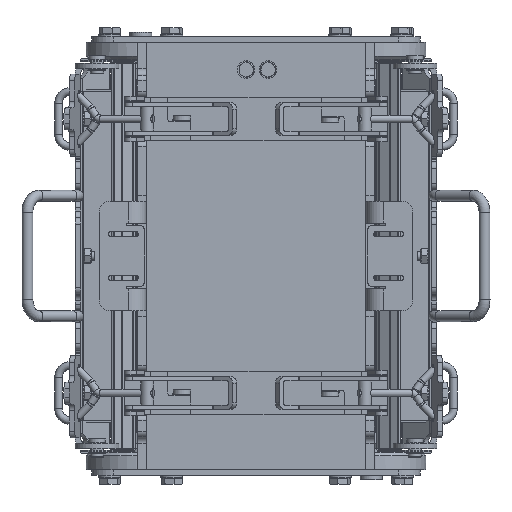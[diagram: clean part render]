
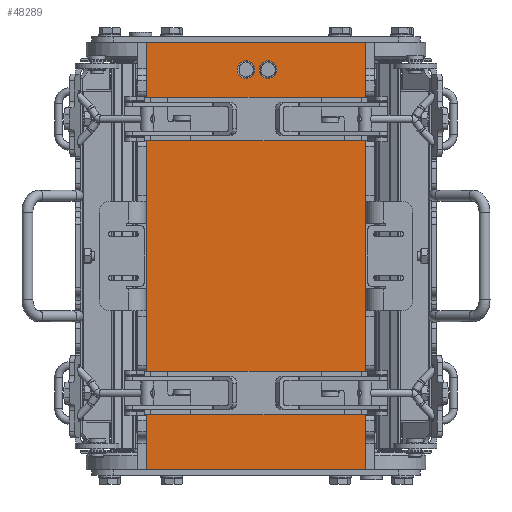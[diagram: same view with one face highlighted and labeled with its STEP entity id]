
A CAD part, front view. The second image highlights one B-rep face of the part: STEP entity #48289.
In plain terms, the highlighted planar face has unit normal (0, -1, 0).
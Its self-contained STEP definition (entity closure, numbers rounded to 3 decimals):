
#4011=LINE('',#82140,#7621);
#4012=LINE('',#82142,#7622);
#4013=LINE('',#82144,#7623);
#4014=LINE('',#82146,#7624);
#4015=LINE('',#82148,#7625);
#4016=LINE('',#82150,#7626);
#4017=LINE('',#82152,#7627);
#4018=LINE('',#82153,#7628);
#7621=VECTOR('',#63601,10.);
#7622=VECTOR('',#63602,10.);
#7623=VECTOR('',#63603,10.);
#7624=VECTOR('',#63604,10.);
#7625=VECTOR('',#63605,10.);
#7626=VECTOR('',#63606,10.);
#7627=VECTOR('',#63607,10.);
#7628=VECTOR('',#63608,10.);
#9518=FACE_BOUND('',#14962,.T.);
#9519=FACE_BOUND('',#14963,.T.);
#11735=FACE_OUTER_BOUND('',#14961,.T.);
#14961=EDGE_LOOP('',(#37687,#37688,#37689,#37690,#37691,#37692,#37693,#37694));
#14962=EDGE_LOOP('',(#37695));
#14963=EDGE_LOOP('',(#37696));
#17851=CIRCLE('',#52544,8.);
#17852=CIRCLE('',#52545,8.);
#21727=VERTEX_POINT('',#82138);
#21728=VERTEX_POINT('',#82139);
#21729=VERTEX_POINT('',#82141);
#21730=VERTEX_POINT('',#82143);
#21731=VERTEX_POINT('',#82145);
#21732=VERTEX_POINT('',#82147);
#21733=VERTEX_POINT('',#82149);
#21734=VERTEX_POINT('',#82151);
#21735=VERTEX_POINT('',#82154);
#21736=VERTEX_POINT('',#82156);
#27425=EDGE_CURVE('',#21727,#21728,#4011,.T.);
#27426=EDGE_CURVE('',#21729,#21727,#4012,.T.);
#27427=EDGE_CURVE('',#21730,#21729,#4013,.T.);
#27428=EDGE_CURVE('',#21731,#21730,#4014,.T.);
#27429=EDGE_CURVE('',#21732,#21731,#4015,.T.);
#27430=EDGE_CURVE('',#21733,#21732,#4016,.T.);
#27431=EDGE_CURVE('',#21734,#21733,#4017,.T.);
#27432=EDGE_CURVE('',#21728,#21734,#4018,.T.);
#27433=EDGE_CURVE('',#21735,#21735,#17851,.T.);
#27434=EDGE_CURVE('',#21736,#21736,#17852,.T.);
#37687=ORIENTED_EDGE('',*,*,#27425,.F.);
#37688=ORIENTED_EDGE('',*,*,#27426,.F.);
#37689=ORIENTED_EDGE('',*,*,#27427,.F.);
#37690=ORIENTED_EDGE('',*,*,#27428,.F.);
#37691=ORIENTED_EDGE('',*,*,#27429,.F.);
#37692=ORIENTED_EDGE('',*,*,#27430,.F.);
#37693=ORIENTED_EDGE('',*,*,#27431,.F.);
#37694=ORIENTED_EDGE('',*,*,#27432,.F.);
#37695=ORIENTED_EDGE('',*,*,#27433,.T.);
#37696=ORIENTED_EDGE('',*,*,#27434,.T.);
#43258=PLANE('',#52543);
#48289=ADVANCED_FACE('',(#11735,#9518,#9519),#43258,.F.);
#52543=AXIS2_PLACEMENT_3D('',#82137,#63599,#63600);
#52544=AXIS2_PLACEMENT_3D('',#82155,#63609,#63610);
#52545=AXIS2_PLACEMENT_3D('',#82157,#63611,#63612);
#63599=DIRECTION('center_axis',(0.,1.,0.));
#63600=DIRECTION('ref_axis',(-1.,0.,0.));
#63601=DIRECTION('',(-1.,0.,0.));
#63602=DIRECTION('',(0.,0.,-1.));
#63603=DIRECTION('',(0.,0.,-1.));
#63604=DIRECTION('',(0.,0.,-1.));
#63605=DIRECTION('',(1.,0.,0.));
#63606=DIRECTION('',(0.,0.,1.));
#63607=DIRECTION('',(0.,0.,1.));
#63608=DIRECTION('',(0.,0.,1.));
#63609=DIRECTION('center_axis',(0.,1.,0.));
#63610=DIRECTION('ref_axis',(0.,0.,
1.));
#63611=DIRECTION('center_axis',(0.,1.,0.));
#63612=DIRECTION('ref_axis',(0.,0.,
1.));
#82137=CARTESIAN_POINT('Origin',(0.,-103.,-195.));
#82138=CARTESIAN_POINT('',(100.,-103.,-390.));
#82139=CARTESIAN_POINT('',(-100.,-103.,-390.));
#82140=CARTESIAN_POINT('',(0.,-103.,-390.));
#82141=CARTESIAN_POINT('',(100.,-103.,-376.));
#82142=CARTESIAN_POINT('',(100.,-103.,0.));
#82143=CARTESIAN_POINT('',(100.,-103.,-14.));
#82144=CARTESIAN_POINT('',(100.,-103.,0.));
#82145=CARTESIAN_POINT('',(100.,-103.,0.));
#82146=CARTESIAN_POINT('',(100.,-103.,0.));
#82147=CARTESIAN_POINT('',(-100.,-103.,0.));
#82148=CARTESIAN_POINT('',(0.,-103.,0.));
#82149=CARTESIAN_POINT('',(-100.,-103.,-14.));
#82150=CARTESIAN_POINT('',(-100.,-103.,-390.));
#82151=CARTESIAN_POINT('',(-100.,-103.,-376.));
#82152=CARTESIAN_POINT('',(-100.,-103.,-390.));
#82153=CARTESIAN_POINT('',(-100.,-103.,-390.));
#82154=CARTESIAN_POINT('',(11.,-103.,-33.));
#82155=CARTESIAN_POINT('Origin',(11.,-103.,-25.));
#82156=CARTESIAN_POINT('',(-9.,-103.,-33.));
#82157=CARTESIAN_POINT('Origin',(-9.,-103.,-25.));
